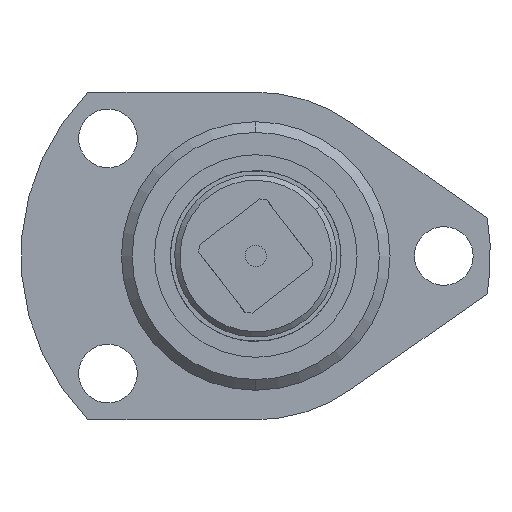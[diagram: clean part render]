
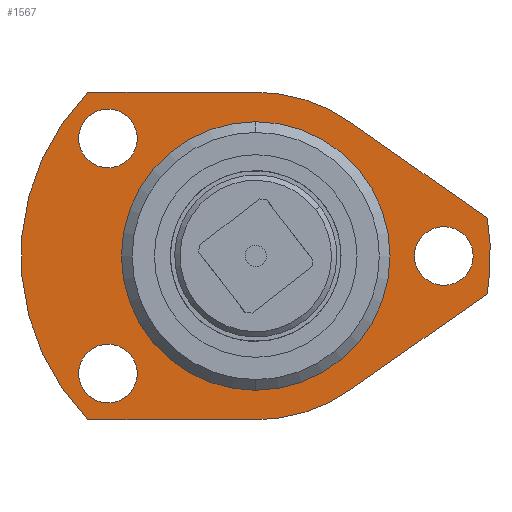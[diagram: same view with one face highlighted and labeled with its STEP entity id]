
A CAD part, left-side view. The second image highlights one B-rep face of the part: STEP entity #1567.
In plain terms, the highlighted planar face has unit normal (-1, 0, 0).
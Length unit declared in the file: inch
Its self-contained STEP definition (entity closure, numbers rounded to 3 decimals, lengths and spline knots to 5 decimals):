
#10 = VECTOR ( 'NONE', #4743, 39.37008 ) ;
#26 = CARTESIAN_POINT ( 'NONE',  ( 0., 0., 0. ) ) ;
#33 = CARTESIAN_POINT ( 'NONE',  ( 0., 0.86614, 0.86085 ) ) ;
#68 = DIRECTION ( 'NONE',  ( 0., 0., 1. ) ) ;
#114 = VERTEX_POINT ( 'NONE', #4261 ) ;
#149 = VERTEX_POINT ( 'NONE', #33 ) ;
#182 = ORIENTED_EDGE ( 'NONE', *, *, #1011, .F. ) ;
#198 = VERTEX_POINT ( 'NONE', #1137 ) ;
#210 = DIRECTION ( 'NONE',  ( 1., 0., 0. ) ) ;
#214 = CARTESIAN_POINT ( 'NONE',  ( 0., 0., 0. ) ) ;
#238 = CARTESIAN_POINT ( 'NONE',  ( 0., 0.86614, 0.5171 ) ) ;
#294 = DIRECTION ( 'NONE',  ( 0., 0., -1. ) ) ;
#297 = EDGE_CURVE ( 'NONE', #2108, #114, #3981, .T. ) ;
#303 = CARTESIAN_POINT ( 'NONE',  ( 0., 0., -0.787 ) ) ;
#330 = AXIS2_PLACEMENT_3D ( 'NONE', #1732, #4460, #4825 ) ;
#393 = VERTEX_POINT ( 'NONE', #654 ) ;
#408 = VECTOR ( 'NONE', #2161, 39.37008 ) ;
#444 = CARTESIAN_POINT ( 'NONE',  ( 0., -1.10236, 0. ) ) ;
#464 = CIRCLE ( 'NONE', #2382, 1.375 ) ;
#465 = DIRECTION ( 'NONE',  ( -1., 0., 0. ) ) ;
#512 = ORIENTED_EDGE ( 'NONE', *, *, #2954, .F. ) ;
#574 = ORIENTED_EDGE ( 'NONE', *, *, #3005, .T. ) ;
#582 = DIRECTION ( 'NONE',  ( -1., 0., 0. ) ) ;
#597 = VERTEX_POINT ( 'NONE', #3830 ) ;
#611 = CARTESIAN_POINT ( 'NONE',  ( 0., 0., 0. ) ) ;
#638 = DIRECTION ( 'NONE',  ( 0., 0., -1. ) ) ;
#654 = CARTESIAN_POINT ( 'NONE',  ( 0., 0.98439, -0.96 ) ) ;
#656 = VERTEX_POINT ( 'NONE', #1130 ) ;
#709 = ORIENTED_EDGE ( 'NONE', *, *, #2174, .F. ) ;
#715 = CIRCLE ( 'NONE', #4683, 0.96 ) ;
#776 = ORIENTED_EDGE ( 'NONE', *, *, #2676, .T. ) ;
#780 = AXIS2_PLACEMENT_3D ( 'NONE', #1383, #2540, #4390 ) ;
#785 = CARTESIAN_POINT ( 'NONE',  ( 0., 0., -0.96 ) ) ;
#831 = DIRECTION ( 'NONE',  ( -1., 0., 0. ) ) ;
#832 = EDGE_LOOP ( 'NONE', ( #512, #182 ) ) ;
#880 = EDGE_CURVE ( 'NONE', #656, #4757, #3783, .T. ) ;
#988 = LINE ( 'NONE', #3266, #408 ) ;
#994 = EDGE_LOOP ( 'NONE', ( #4121, #2394 ) ) ;
#996 = DIRECTION ( 'NONE',  ( 1., 0., 0. ) ) ;
#1011 = EDGE_CURVE ( 'NONE', #198, #1898, #4330, .T. ) ;
#1028 = AXIS2_PLACEMENT_3D ( 'NONE', #444, #465, #4632 ) ;
#1030 = EDGE_CURVE ( 'NONE', #149, #1918, #3092, .T. ) ;
#1053 = EDGE_CURVE ( 'NONE', #2084, #2108, #715, .T. ) ;
#1130 = CARTESIAN_POINT ( 'NONE',  ( 0., -1.10236, -0.17187 ) ) ;
#1137 = CARTESIAN_POINT ( 'NONE',  ( 0., 0.86614, -0.86085 ) ) ;
#1175 = DIRECTION ( 'NONE',  ( -1., 0., 0. ) ) ;
#1200 = AXIS2_PLACEMENT_3D ( 'NONE', #3583, #2057, #638 ) ;
#1211 = CIRCLE ( 'NONE', #1862, 0.787 ) ;
#1316 = ORIENTED_EDGE ( 'NONE', *, *, #880, .F. ) ;
#1383 = CARTESIAN_POINT ( 'NONE',  ( 0., 0.86614, -0.68898 ) ) ;
#1395 = DIRECTION ( 'NONE',  ( 0., 0.819, 0.574 ) ) ;
#1552 = VECTOR ( 'NONE', #1395, 39.37008 ) ;
#1567 = ADVANCED_FACE ( 'NONE', ( #1737, #3214, #4730, #2813, #3241 ), #4366, .F. ) ;
#1574 = EDGE_CURVE ( 'NONE', #3464, #2647, #988, .T. ) ;
#1611 = LINE ( 'NONE', #3133, #4135 ) ;
#1710 = EDGE_LOOP ( 'NONE', ( #4778, #4115, #2206, #574, #3152, #4453, #776, #3250 ) ) ;
#1732 = CARTESIAN_POINT ( 'NONE',  ( 0., 0., 0. ) ) ;
#1737 = FACE_BOUND ( 'NONE', #832, .T. ) ;
#1739 = AXIS2_PLACEMENT_3D ( 'NONE', #1952, #3544, #68 ) ;
#1770 = CARTESIAN_POINT ( 'NONE',  ( 0., 0., 0. ) ) ;
#1862 = AXIS2_PLACEMENT_3D ( 'NONE', #214, #996, #294 ) ;
#1898 = VERTEX_POINT ( 'NONE', #4476 ) ;
#1918 = VERTEX_POINT ( 'NONE', #238 ) ;
#1931 = CARTESIAN_POINT ( 'NONE',  ( 0., -1.10236, 0. ) ) ;
#1952 = CARTESIAN_POINT ( 'NONE',  ( 0., 0.86614, -0.68898 ) ) ;
#1975 = DIRECTION ( 'NONE',  ( 0., 0., 1. ) ) ;
#2000 = EDGE_CURVE ( 'NONE', #4641, #2607, #1211, .T. ) ;
#2057 = DIRECTION ( 'NONE',  ( 1., 0., 0. ) ) ;
#2077 = EDGE_CURVE ( 'NONE', #2647, #393, #464, .T. ) ;
#2084 = VERTEX_POINT ( 'NONE', #785 ) ;
#2093 = AXIS2_PLACEMENT_3D ( 'NONE', #1931, #1175, #4510 ) ;
#2108 = VERTEX_POINT ( 'NONE', #2609 ) ;
#2125 = AXIS2_PLACEMENT_3D ( 'NONE', #3929, #2419, #1975 ) ;
#2145 = EDGE_LOOP ( 'NONE', ( #3993, #3950 ) ) ;
#2148 = LINE ( 'NONE', #2448, #1552 ) ;
#2161 = DIRECTION ( 'NONE',  ( 0., 1., 0. ) ) ;
#2174 = EDGE_CURVE ( 'NONE', #4757, #656, #3907, .T. ) ;
#2206 = ORIENTED_EDGE ( 'NONE', *, *, #3838, .T. ) ;
#2271 = DIRECTION ( 'NONE',  ( 0., 0., -1. ) ) ;
#2349 = DIRECTION ( 'NONE',  ( 0., 0., 1. ) ) ;
#2382 = AXIS2_PLACEMENT_3D ( 'NONE', #26, #2634, #2271 ) ;
#2394 = ORIENTED_EDGE ( 'NONE', *, *, #2801, .F. ) ;
#2419 = DIRECTION ( 'NONE',  ( -1., 0., 0. ) ) ;
#2448 = CARTESIAN_POINT ( 'NONE',  ( 0., -1.357, 0.22176 ) ) ;
#2480 = CARTESIAN_POINT ( 'NONE',  ( 0., 0., 0.787 ) ) ;
#2528 = CIRCLE ( 'NONE', #4526, 0.787 ) ;
#2540 = DIRECTION ( 'NONE',  ( -1., 0., 0. ) ) ;
#2607 = VERTEX_POINT ( 'NONE', #2480 ) ;
#2609 = CARTESIAN_POINT ( 'NONE',  ( 0., -0.55063, -0.78639 ) ) ;
#2634 = DIRECTION ( 'NONE',  ( -1., 0., 0. ) ) ;
#2647 = VERTEX_POINT ( 'NONE', #4629 ) ;
#2676 = EDGE_CURVE ( 'NONE', #393, #2084, #1611, .T. ) ;
#2801 = EDGE_CURVE ( 'NONE', #1918, #149, #3963, .T. ) ;
#2813 = FACE_BOUND ( 'NONE', #2145, .T. ) ;
#2816 = DIRECTION ( 'NONE',  ( 0., 0., -1. ) ) ;
#2859 = AXIS2_PLACEMENT_3D ( 'NONE', #4253, #831, #2349 ) ;
#2919 = CIRCLE ( 'NONE', #780, 0.17187 ) ;
#2942 = DIRECTION ( 'NONE',  ( -1., 0., 0. ) ) ;
#2954 = EDGE_CURVE ( 'NONE', #1898, #198, #2919, .T. ) ;
#3005 = EDGE_CURVE ( 'NONE', #3295, #3464, #4840, .T. ) ;
#3092 = CIRCLE ( 'NONE', #2859, 0.17187 ) ;
#3133 = CARTESIAN_POINT ( 'NONE',  ( 0., 0., -0.96 ) ) ;
#3152 = ORIENTED_EDGE ( 'NONE', *, *, #1574, .T. ) ;
#3214 = FACE_BOUND ( 'NONE', #994, .T. ) ;
#3241 = FACE_OUTER_BOUND ( 'NONE', #1710, .T. ) ;
#3250 = ORIENTED_EDGE ( 'NONE', *, *, #1053, .T. ) ;
#3263 = DIRECTION ( 'NONE',  ( 0., 0., 1. ) ) ;
#3266 = CARTESIAN_POINT ( 'NONE',  ( 0., 0., 0.96 ) ) ;
#3295 = VERTEX_POINT ( 'NONE', #4332 ) ;
#3329 = AXIS2_PLACEMENT_3D ( 'NONE', #611, #582, #3263 ) ;
#3464 = VERTEX_POINT ( 'NONE', #4432 ) ;
#3468 = DIRECTION ( 'NONE',  ( 0., -1., 0. ) ) ;
#3544 = DIRECTION ( 'NONE',  ( -1., 0., 0. ) ) ;
#3551 = CARTESIAN_POINT ( 'NONE',  ( 0., -1.357, -0.22176 ) ) ;
#3583 = CARTESIAN_POINT ( 'NONE',  ( 0., 0., 0. ) ) ;
#3783 = CIRCLE ( 'NONE', #2093, 0.17187 ) ;
#3830 = CARTESIAN_POINT ( 'NONE',  ( 0., -1.357, 0.22176 ) ) ;
#3833 = EDGE_LOOP ( 'NONE', ( #709, #1316 ) ) ;
#3838 = EDGE_CURVE ( 'NONE', #597, #3295, #2148, .T. ) ;
#3907 = CIRCLE ( 'NONE', #1028, 0.17187 ) ;
#3929 = CARTESIAN_POINT ( 'NONE',  ( 0., 0.86614, 0.68898 ) ) ;
#3950 = ORIENTED_EDGE ( 'NONE', *, *, #4233, .T. ) ;
#3963 = CIRCLE ( 'NONE', #2125, 0.17187 ) ;
#3981 = LINE ( 'NONE', #3551, #10 ) ;
#3993 = ORIENTED_EDGE ( 'NONE', *, *, #2000, .T. ) ;
#4026 = DIRECTION ( 'NONE',  ( 0., 0., 1. ) ) ;
#4051 = CARTESIAN_POINT ( 'NONE',  ( 0., 0., 0. ) ) ;
#4062 = CARTESIAN_POINT ( 'NONE',  ( 0., -1.10236, 0.17187 ) ) ;
#4115 = ORIENTED_EDGE ( 'NONE', *, *, #4678, .T. ) ;
#4121 = ORIENTED_EDGE ( 'NONE', *, *, #1030, .F. ) ;
#4135 = VECTOR ( 'NONE', #3468, 39.37008 ) ;
#4233 = EDGE_CURVE ( 'NONE', #2607, #4641, #2528, .T. ) ;
#4253 = CARTESIAN_POINT ( 'NONE',  ( 0., 0.86614, 0.68898 ) ) ;
#4261 = CARTESIAN_POINT ( 'NONE',  ( 0., -1.357, -0.22176 ) ) ;
#4319 = CIRCLE ( 'NONE', #330, 1.375 ) ;
#4330 = CIRCLE ( 'NONE', #1739, 0.17187 ) ;
#4332 = CARTESIAN_POINT ( 'NONE',  ( 0., -0.55063, 0.78639 ) ) ;
#4366 = PLANE ( 'NONE',  #1200 ) ;
#4390 = DIRECTION ( 'NONE',  ( 0., 0., 1. ) ) ;
#4432 = CARTESIAN_POINT ( 'NONE',  ( 0., 0., 0.96 ) ) ;
#4453 = ORIENTED_EDGE ( 'NONE', *, *, #2077, .T. ) ;
#4460 = DIRECTION ( 'NONE',  ( -1., 0., 0. ) ) ;
#4476 = CARTESIAN_POINT ( 'NONE',  ( 0., 0.86614, -0.5171 ) ) ;
#4510 = DIRECTION ( 'NONE',  ( 0., 0., 1. ) ) ;
#4526 = AXIS2_PLACEMENT_3D ( 'NONE', #1770, #210, #2816 ) ;
#4629 = CARTESIAN_POINT ( 'NONE',  ( 0., 0.98439, 0.96 ) ) ;
#4632 = DIRECTION ( 'NONE',  ( 0., 0., 1. ) ) ;
#4641 = VERTEX_POINT ( 'NONE', #303 ) ;
#4678 = EDGE_CURVE ( 'NONE', #114, #597, #4319, .T. ) ;
#4683 = AXIS2_PLACEMENT_3D ( 'NONE', #4051, #2942, #4026 ) ;
#4730 = FACE_BOUND ( 'NONE', #3833, .T. ) ;
#4743 = DIRECTION ( 'NONE',  ( 0., -0.819, 0.574 ) ) ;
#4757 = VERTEX_POINT ( 'NONE', #4062 ) ;
#4778 = ORIENTED_EDGE ( 'NONE', *, *, #297, .T. ) ;
#4825 = DIRECTION ( 'NONE',  ( 0., 0., -1. ) ) ;
#4840 = CIRCLE ( 'NONE', #3329, 0.96 ) ;
